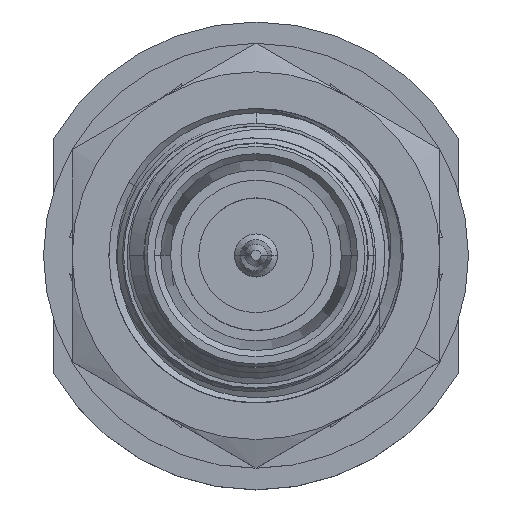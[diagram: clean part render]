
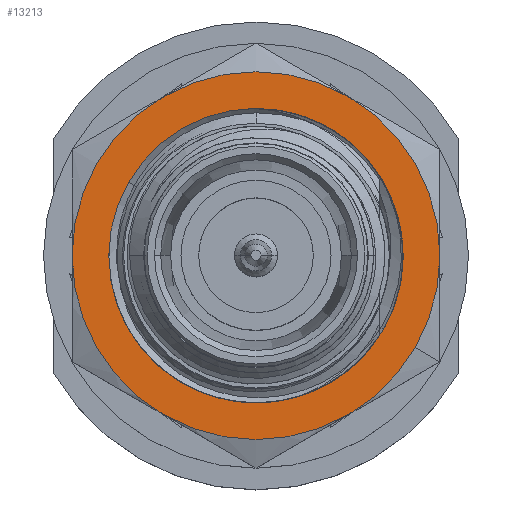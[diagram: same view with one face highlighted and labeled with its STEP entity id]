
A CAD part, top view. The second image highlights one B-rep face of the part: STEP entity #13213.
In plain terms, the highlighted face is planar.
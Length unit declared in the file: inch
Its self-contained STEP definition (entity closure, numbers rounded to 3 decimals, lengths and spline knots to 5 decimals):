
#322 = DIRECTION ( 'NONE',  ( -1., 0., 0. ) ) ;
#697 = CARTESIAN_POINT ( 'NONE',  ( 0.43641, 0., 0. ) ) ;
#902 = DIRECTION ( 'NONE',  ( 0., -0.5, 0.866 ) ) ;
#3034 = ORIENTED_EDGE ( 'NONE', *, *, #80670, .T. ) ;
#3088 = VERTEX_POINT ( 'NONE', #31806 ) ;
#3835 = CIRCLE ( 'NONE', #88340, 0.3125 ) ;
#3852 = EDGE_CURVE ( 'NONE', #5320, #95905, #9941, .T. ) ;
#4837 = PLANE ( 'NONE',  #39614 ) ;
#5320 = VERTEX_POINT ( 'NONE', #107592 ) ;
#5389 = DIRECTION ( 'NONE',  ( 0., -0.5, 0.866 ) ) ;
#6075 = ORIENTED_EDGE ( 'NONE', *, *, #3852, .T. ) ;
#6175 = CIRCLE ( 'NONE', #70471, 0.3125 ) ;
#7456 = ORIENTED_EDGE ( 'NONE', *, *, #30789, .T. ) ;
#9321 = CIRCLE ( 'NONE', #53431, 0.3125 ) ;
#9941 = CIRCLE ( 'NONE', #44860, 0.3125 ) ;
#10595 = AXIS2_PLACEMENT_3D ( 'NONE', #697, #72010, #19673 ) ;
#13015 = DIRECTION ( 'NONE',  ( -1., 0., 0. ) ) ;
#13213 = ADVANCED_FACE ( 'NONE', ( #65811, #22679 ), #4837, .F. ) ;
#14763 = EDGE_CURVE ( 'NONE', #112569, #28126, #86974, .T. ) ;
#14882 = CARTESIAN_POINT ( 'NONE',  ( 0.43641, 0.27063, -0.15625 ) ) ;
#15042 = DIRECTION ( 'NONE',  ( 0., -0.5, 0.866 ) ) ;
#16810 = DIRECTION ( 'NONE',  ( 0., -0.5, 0.866 ) ) ;
#19673 = DIRECTION ( 'NONE',  ( 0., -0.5, 0.866 ) ) ;
#21120 = ORIENTED_EDGE ( 'NONE', *, *, #109918, .T. ) ;
#22679 = FACE_OUTER_BOUND ( 'NONE', #103293, .T. ) ;
#23134 = DIRECTION ( 'NONE',  ( -1., 0., 0. ) ) ;
#23618 = AXIS2_PLACEMENT_3D ( 'NONE', #32326, #23134, #15042 ) ;
#25028 = DIRECTION ( 'NONE',  ( 0., -0.5, 0.866 ) ) ;
#26482 = ORIENTED_EDGE ( 'NONE', *, *, #110359, .F. ) ;
#28126 = VERTEX_POINT ( 'NONE', #78578 ) ;
#29042 = CARTESIAN_POINT ( 'NONE',  ( 0.43641, 0., 0. ) ) ;
#29574 = DIRECTION ( 'NONE',  ( -1., 0., 0. ) ) ;
#30789 = EDGE_CURVE ( 'NONE', #3088, #5320, #110023, .T. ) ;
#31806 = CARTESIAN_POINT ( 'NONE',  ( 0.43641, -0.15625, 0.27063 ) ) ;
#31889 = CARTESIAN_POINT ( 'NONE',  ( 0.43641, 0., -0.3125 ) ) ;
#32326 = CARTESIAN_POINT ( 'NONE',  ( 0.43641, 0., 0. ) ) ;
#32379 = DIRECTION ( 'NONE',  ( -1., 0., 0. ) ) ;
#34887 = CIRCLE ( 'NONE', #97325, 0.25015 ) ;
#35437 = DIRECTION ( 'NONE',  ( 0., -0.5, 0.866 ) ) ;
#36566 = CARTESIAN_POINT ( 'NONE',  ( 0.43641, 0., 0. ) ) ;
#39614 = AXIS2_PLACEMENT_3D ( 'NONE', #29042, #82545, #5389 ) ;
#43735 = EDGE_CURVE ( 'NONE', #95905, #66001, #6175, .T. ) ;
#44860 = AXIS2_PLACEMENT_3D ( 'NONE', #46260, #29574, #45689 ) ;
#45497 = CIRCLE ( 'NONE', #10595, 0.25015 ) ;
#45689 = DIRECTION ( 'NONE',  ( 0., -0.5, 0.866 ) ) ;
#46260 = CARTESIAN_POINT ( 'NONE',  ( 0.43641, 0., 0. ) ) ;
#49249 = VERTEX_POINT ( 'NONE', #90567 ) ;
#53247 = CARTESIAN_POINT ( 'NONE',  ( 0.43641, 0., 0. ) ) ;
#53431 = AXIS2_PLACEMENT_3D ( 'NONE', #110280, #13015, #25028 ) ;
#54693 = CIRCLE ( 'NONE', #60174, 0.3125 ) ;
#59397 = CARTESIAN_POINT ( 'NONE',  ( 0.43641, 0., 0. ) ) ;
#60174 = AXIS2_PLACEMENT_3D ( 'NONE', #59397, #32379, #67434 ) ;
#60706 = ORIENTED_EDGE ( 'NONE', *, *, #14763, .T. ) ;
#64343 = ORIENTED_EDGE ( 'NONE', *, *, #43735, .T. ) ;
#65221 = CARTESIAN_POINT ( 'NONE',  ( 0.43641, -0.12507, 0.21663 ) ) ;
#65811 = FACE_BOUND ( 'NONE', #82533, .T. ) ;
#66001 = VERTEX_POINT ( 'NONE', #14882 ) ;
#67434 = DIRECTION ( 'NONE',  ( 0., -0.5, 0.866 ) ) ;
#70471 = AXIS2_PLACEMENT_3D ( 'NONE', #36566, #322, #35437 ) ;
#72010 = DIRECTION ( 'NONE',  ( 1., 0., 0. ) ) ;
#76422 = VERTEX_POINT ( 'NONE', #97285 ) ;
#78578 = CARTESIAN_POINT ( 'NONE',  ( 0.43641, -0.27063, -0.15625 ) ) ;
#79738 = DIRECTION ( 'NONE',  ( 1., 0., 0. ) ) ;
#80670 = EDGE_CURVE ( 'NONE', #66001, #112569, #54693, .T. ) ;
#80764 = EDGE_CURVE ( 'NONE', #76422, #95282, #45497, .T. ) ;
#82533 = EDGE_LOOP ( 'NONE', ( #90758, #102785 ) ) ;
#82545 = DIRECTION ( 'NONE',  ( 1., 0., 0. ) ) ;
#86974 = CIRCLE ( 'NONE', #107248, 0.3125 ) ;
#87010 = DIRECTION ( 'NONE',  ( 1., 0., 0. ) ) ;
#88340 = AXIS2_PLACEMENT_3D ( 'NONE', #95678, #87010, #16810 ) ;
#88593 = CARTESIAN_POINT ( 'NONE',  ( 0.43641, 0.27063, 0.15625 ) ) ;
#90567 = CARTESIAN_POINT ( 'NONE',  ( 0.43641, -0.27063, 0.15625 ) ) ;
#90758 = ORIENTED_EDGE ( 'NONE', *, *, #80764, .T. ) ;
#94866 = CARTESIAN_POINT ( 'NONE',  ( 0.43641, 0., 0. ) ) ;
#95282 = VERTEX_POINT ( 'NONE', #65221 ) ;
#95678 = CARTESIAN_POINT ( 'NONE',  ( 0.43641, 0., 0. ) ) ;
#95905 = VERTEX_POINT ( 'NONE', #88593 ) ;
#97285 = CARTESIAN_POINT ( 'NONE',  ( 0.43641, 0.12507, -0.21663 ) ) ;
#97325 = AXIS2_PLACEMENT_3D ( 'NONE', #53247, #79738, #902 ) ;
#102715 = EDGE_CURVE ( 'NONE', #95282, #76422, #34887, .T. ) ;
#102785 = ORIENTED_EDGE ( 'NONE', *, *, #102715, .T. ) ;
#103293 = EDGE_LOOP ( 'NONE', ( #21120, #7456, #6075, #64343, #3034, #60706, #26482 ) ) ;
#105661 = DIRECTION ( 'NONE',  ( 0., -0.5, 0.866 ) ) ;
#107248 = AXIS2_PLACEMENT_3D ( 'NONE', #94866, #112176, #105661 ) ;
#107592 = CARTESIAN_POINT ( 'NONE',  ( 0.43641, 0., 0.3125 ) ) ;
#109918 = EDGE_CURVE ( 'NONE', #49249, #3088, #9321, .T. ) ;
#110023 = CIRCLE ( 'NONE', #23618, 0.3125 ) ;
#110280 = CARTESIAN_POINT ( 'NONE',  ( 0.43641, 0., 0. ) ) ;
#110359 = EDGE_CURVE ( 'NONE', #49249, #28126, #3835, .T. ) ;
#112176 = DIRECTION ( 'NONE',  ( -1., 0., 0. ) ) ;
#112569 = VERTEX_POINT ( 'NONE', #31889 ) ;
